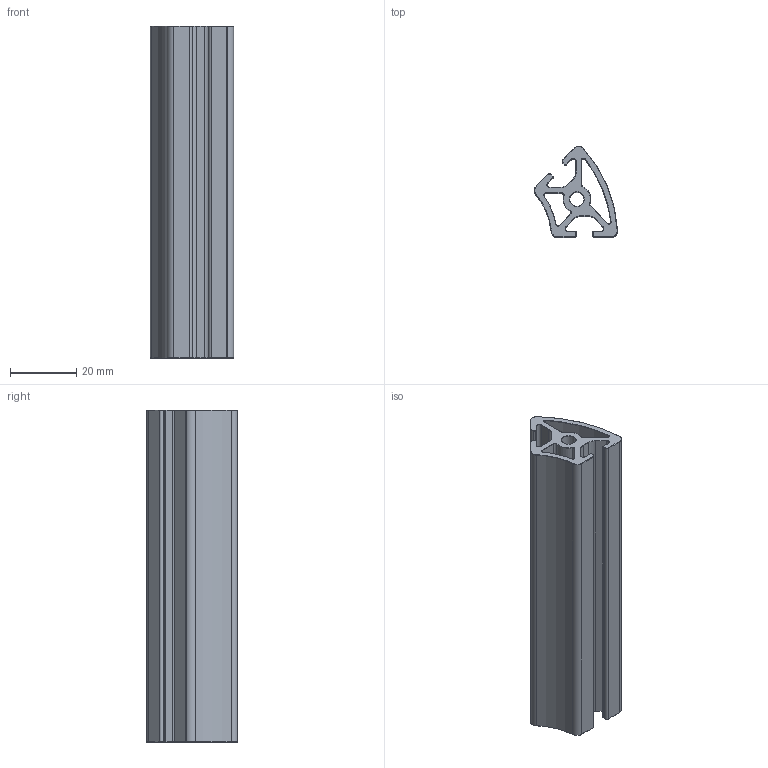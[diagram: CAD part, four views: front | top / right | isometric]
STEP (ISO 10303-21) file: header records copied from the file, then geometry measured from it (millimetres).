
FILE_DESCRIPTION(/* description */ (''),/* implementation_level */ '2;1');
FILE_NAME(/* name */ '1025839_.step',/* time_stamp */ '2023-10-27T14:55:46+02:00',/* author */ (''),/* organization */ (''),/* preprocessor_version */ 'ST-DEVELOPER v20',/* originating_system */ 'Autodesk Translation Framework v12.14.0.127',/* authorisation */ '');
FILE_SCHEMA (('AUTOMOTIVE_DESIGN { 1 0 10303 214 3 1 1 }'));
Length unit declared in the file: millimetre
Products named in the file (1): 1025839
Bounding box: 25.04 x 27.42 x 100 mm (x, y, z)
Volume: 23921.9 mm3; surface area: 21583.9 mm2
Topology: 1 solids, 1 shells, 182 faces, 421 edges, 241 vertices
Faces by surface type: cylinder 84, torus 72, plane 26
Full cylindrical faces by diameter (mm): 4.3 x1
Entity records: 5395 total; most frequent: CARTESIAN_POINT 1057, DIRECTION 1028, ORIENTED_EDGE 842, AXIS2_PLACEMENT_3D 436, EDGE_CURVE 421, CIRCLE 249, VERTEX_POINT 241, EDGE_LOOP 188
